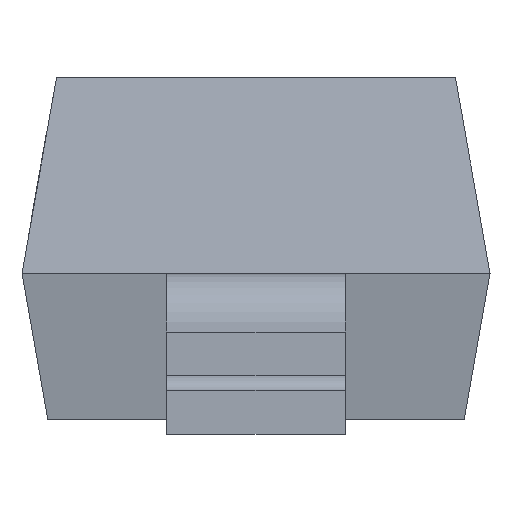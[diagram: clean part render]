
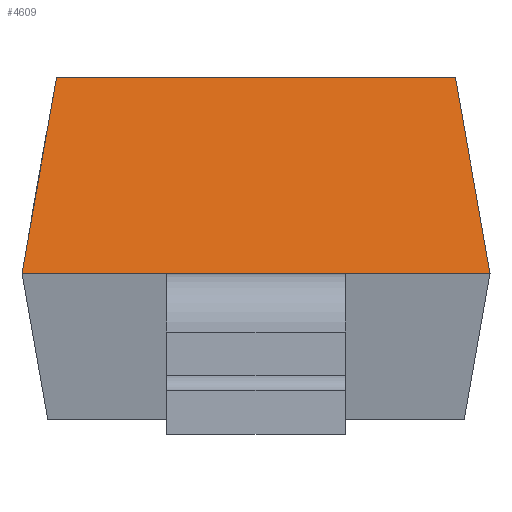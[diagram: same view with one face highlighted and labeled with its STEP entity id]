
A CAD part, left-side view. The second image highlights one B-rep face of the part: STEP entity #4609.
In plain terms, the highlighted planar face has unit normal (-0.985, 0, 0.174).
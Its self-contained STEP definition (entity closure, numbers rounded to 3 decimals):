
#370=FACE_OUTER_BOUND('',#641,.T.);
#641=EDGE_LOOP('',(#3230,#3231,#3232,#3233));
#895=LINE('',#6161,#1378);
#990=LINE('',#6698,#1473);
#1006=LINE('',#6729,#1489);
#1015=LINE('',#6747,#1498);
#1378=VECTOR('',#5145,1.);
#1473=VECTOR('',#5308,1.);
#1489=VECTOR('',#5332,1.);
#1498=VECTOR('',#5349,1.);
#1861=VERTEX_POINT('',#6158);
#1862=VERTEX_POINT('',#6160);
#2034=VERTEX_POINT('',#6697);
#2044=VERTEX_POINT('',#6723);
#2323=EDGE_CURVE('',#1862,#1861,#895,.T.);
#2496=EDGE_CURVE('',#1862,#2034,#990,.T.);
#2512=EDGE_CURVE('',#1861,#2044,#1006,.T.);
#2521=EDGE_CURVE('',#2034,#2044,#1015,.T.);
#3230=ORIENTED_EDGE('',*,*,#2512,.T.);
#3231=ORIENTED_EDGE('',*,*,#2521,.F.);
#3232=ORIENTED_EDGE('',*,*,#2496,.F.);
#3233=ORIENTED_EDGE('',*,*,#2323,.T.);
#4416=PLANE('',#4914);
#4609=ADVANCED_FACE('',(#370),#4416,.T.);
#4914=AXIS2_PLACEMENT_3D('',#6746,#5347,#5348);
#5145=DIRECTION('',(-0.171,0.171,-0.97));
#5308=DIRECTION('',(0.,-1.,0.));
#5332=DIRECTION('',(0.,-1.,0.));
#5347=DIRECTION('center_axis',(-0.985,0.,0.174));
#5348=DIRECTION('ref_axis',(0.174,0.,0.985));
#5349=DIRECTION('',(-0.171,-0.171,-0.97));
#6158=CARTESIAN_POINT('',(-1.345,0.8,0.55));
#6160=CARTESIAN_POINT('',(-1.227,0.682,1.22));
#6161=CARTESIAN_POINT('',(-1.298,0.753,0.816));
#6697=CARTESIAN_POINT('',(-1.227,-0.682,1.22));
#6698=CARTESIAN_POINT('',(-1.227,0.,1.22));
#6723=CARTESIAN_POINT('',(-1.345,-0.8,0.55));
#6729=CARTESIAN_POINT('',(-1.345,-0.8,0.55));
#6746=CARTESIAN_POINT('Origin',(-1.345,-0.8,0.55));
#6747=CARTESIAN_POINT('',(-1.345,-0.8,0.55));
